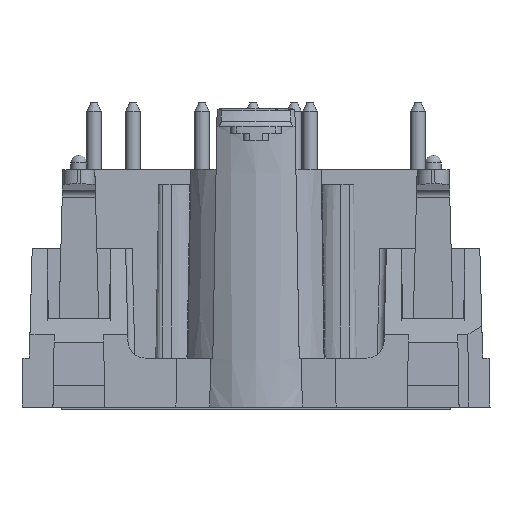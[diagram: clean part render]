
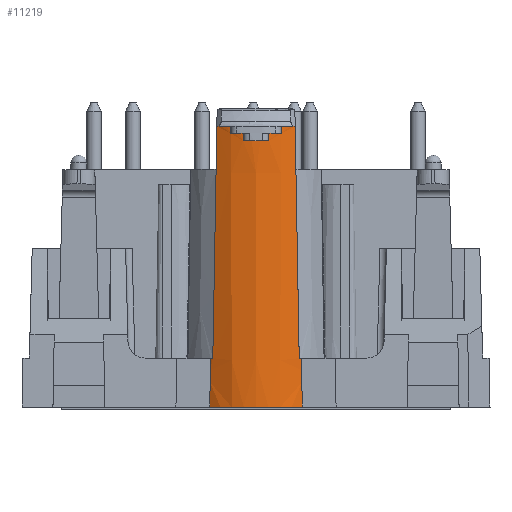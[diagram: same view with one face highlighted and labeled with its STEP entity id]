
A CAD part, left-side view. The second image highlights one B-rep face of the part: STEP entity #11219.
In plain terms, the highlighted conical face has half-angle 0.356 degrees and reference radius 5.5 mm.
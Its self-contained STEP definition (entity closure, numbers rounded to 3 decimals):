
#155=CIRCLE('',#11759,5.597);
#160=CIRCLE('',#11781,5.479);
#201=CIRCLE('',#11902,5.5);
#202=CIRCLE('',#11904,5.6);
#203=CIRCLE('',#11905,5.597);
#204=CIRCLE('',#11906,5.594);
#205=CIRCLE('',#11907,5.6);
#206=CIRCLE('',#11909,5.5);
#306=CONICAL_SURFACE('',#11900,5.5,0.006);
#604=LINE('',#15437,#1358);
#828=LINE('',#16171,#1582);
#829=LINE('',#16175,#1583);
#830=LINE('',#16178,#1584);
#1358=VECTOR('',#13017,1000.);
#1582=VECTOR('',#13523,1000.);
#1583=VECTOR('',#13526,1000.);
#1584=VECTOR('',#13529,1000.);
#2720=ORIENTED_EDGE('',*,*,#4629,.F.);
#2721=ORIENTED_EDGE('',*,*,#4874,.F.);
#2722=ORIENTED_EDGE('',*,*,#4875,.T.);
#2723=ORIENTED_EDGE('',*,*,#4876,.F.);
#2724=ORIENTED_EDGE('',*,*,#4877,.T.);
#2725=ORIENTED_EDGE('',*,*,#4878,.T.);
#2726=ORIENTED_EDGE('',*,*,#4879,.T.);
#2727=ORIENTED_EDGE('',*,*,#4880,.T.);
#2728=ORIENTED_EDGE('',*,*,#4881,.T.);
#2729=ORIENTED_EDGE('',*,*,#4563,.T.);
#2730=ORIENTED_EDGE('',*,*,#4558,.T.);
#2731=ORIENTED_EDGE('',*,*,#4882,.T.);
#2732=ORIENTED_EDGE('',*,*,#4883,.T.);
#2733=ORIENTED_EDGE('',*,*,#4884,.F.);
#2734=ORIENTED_EDGE('',*,*,#4885,.T.);
#2735=ORIENTED_EDGE('',*,*,#4886,.T.);
#4558=EDGE_CURVE('',#5690,#5689,#155,.T.);
#4563=EDGE_CURVE('',#5694,#5690,#604,.T.);
#4629=EDGE_CURVE('',#5753,#5754,#160,.T.);
#4874=EDGE_CURVE('',#5867,#5753,#6285,.T.);
#4875=EDGE_CURVE('',#5867,#5946,#201,.T.);
#4876=EDGE_CURVE('',#5947,#5946,#6286,.T.);
#4877=EDGE_CURVE('',#5947,#5948,#202,.T.);
#4878=EDGE_CURVE('',#5948,#5949,#828,.T.);
#4879=EDGE_CURVE('',#5949,#5950,#203,.T.);
#4880=EDGE_CURVE('',#5950,#5951,#829,.T.);
#4881=EDGE_CURVE('',#5951,#5694,#204,.T.);
#4882=EDGE_CURVE('',#5689,#5952,#830,.T.);
#4883=EDGE_CURVE('',#5952,#5953,#205,.T.);
#4884=EDGE_CURVE('',#5954,#5953,#6287,.T.);
#4885=EDGE_CURVE('',#5954,#5872,#206,.T.);
#4886=EDGE_CURVE('',#5872,#5754,#6288,.T.);
#5689=VERTEX_POINT('',#15426);
#5690=VERTEX_POINT('',#15428);
#5694=VERTEX_POINT('',#15438);
#5753=VERTEX_POINT('',#15571);
#5754=VERTEX_POINT('',#15573);
#5867=VERTEX_POINT('',#15869);
#5872=VERTEX_POINT('',#15881);
#5946=VERTEX_POINT('',#16166);
#5947=VERTEX_POINT('',#16168);
#5948=VERTEX_POINT('',#16170);
#5949=VERTEX_POINT('',#16172);
#5950=VERTEX_POINT('',#16174);
#5951=VERTEX_POINT('',#16176);
#5952=VERTEX_POINT('',#16179);
#5953=VERTEX_POINT('',#16181);
#5954=VERTEX_POINT('',#16183);
#6285=ELLIPSE('',#11901,255.779,4.172);
#6286=ELLIPSE('',#11903,430.867,7.027);
#6287=ELLIPSE('',#11908,430.867,7.027);
#6288=ELLIPSE('',#11910,255.779,4.172);
#6619=EDGE_LOOP('',(#2720,#2721,#2722,#2723,#2724,#2725,#2726,#2727,#2728,
#2729,#2730,#2731,#2732,#2733,#2734,#2735));
#7185=FACE_BOUND('',#6619,.T.);
#11219=ADVANCED_FACE('',(#7185),#306,.T.);
#11759=AXIS2_PLACEMENT_3D('',#15427,#13006,#13007);
#11781=AXIS2_PLACEMENT_3D('',#15572,#13109,#13110);
#11900=AXIS2_PLACEMENT_3D('',#16163,#13513,#13514);
#11901=AXIS2_PLACEMENT_3D('',#16164,#13515,#13516);
#11902=AXIS2_PLACEMENT_3D('',#16165,#13517,#13518);
#11903=AXIS2_PLACEMENT_3D('',#16167,#13519,#13520);
#11904=AXIS2_PLACEMENT_3D('',#16169,#13521,#13522);
#11905=AXIS2_PLACEMENT_3D('',#16173,#13524,#13525);
#11906=AXIS2_PLACEMENT_3D('',#16177,#13527,#13528);
#11907=AXIS2_PLACEMENT_3D('',#16180,#13530,#13531);
#11908=AXIS2_PLACEMENT_3D('',#16182,#13532,#13533);
#11909=AXIS2_PLACEMENT_3D('',#16184,#13534,#13535);
#11910=AXIS2_PLACEMENT_3D('',#16185,#13536,#13537);
#13006=DIRECTION('',(0.,0.,-1.));
#13007=DIRECTION('',(-1.,0.,0.));
#13017=DIRECTION('',(-0.006,0.,1.));
#13109=DIRECTION('',(0.,0.,-1.));
#13110=DIRECTION('',(1.,0.,0.));
#13513=DIRECTION('',(0.,0.,1.));
#13514=DIRECTION('',(-1.,0.,0.));
#13515=DIRECTION('',(1.,0.,0.017));
#13516=DIRECTION('',(-0.017,0.,1.));
#13517=DIRECTION('',(0.,0.,-1.));
#13518=DIRECTION('',(-1.,0.,0.));
#13519=DIRECTION('',(0.,-1.,0.017));
#13520=DIRECTION('',(0.,0.017,1.));
#13521=DIRECTION('',(0.,0.,-1.));
#13522=DIRECTION('',(-1.,0.,0.));
#13523=DIRECTION('',(0.007,0.,-1.));
#13524=DIRECTION('',(0.,0.,-1.));
#13525=DIRECTION('',(-1.,0.,0.));
#13526=DIRECTION('',(0.006,0.,-1.));
#13527=DIRECTION('',(0.,0.,-1.));
#13528=DIRECTION('',(-1.,0.,0.));
#13529=DIRECTION('',(-0.007,0.,1.));
#13530=DIRECTION('',(0.,0.,-1.));
#13531=DIRECTION('',(-1.,0.,0.));
#13532=DIRECTION('',(0.,1.,0.017));
#13533=DIRECTION('',(0.,-0.017,1.));
#13534=DIRECTION('',(0.,0.,-1.));
#13535=DIRECTION('',(-1.,0.,0.));
#13536=DIRECTION('',(-1.,0.,-0.017));
#13537=DIRECTION('',(-0.017,0.,1.));
#15426=CARTESIAN_POINT('',(-32.816,1.75,18.85));
#15427=CARTESIAN_POINT('',(-27.5,0.,18.85));
#15428=CARTESIAN_POINT('',(-33.024,0.9,18.85));
#15437=CARTESIAN_POINT('',(-33.022,0.9,18.6));
#15438=CARTESIAN_POINT('',(-33.021,0.9,18.35));
#15571=CARTESIAN_POINT('',(-31.941,-3.209,-0.15));
#15572=CARTESIAN_POINT('',(-27.5,0.,-0.15));
#15573=CARTESIAN_POINT('',(-31.941,3.209,-0.15));
#15869=CARTESIAN_POINT('',(-32.,-3.162,3.25));
#15881=CARTESIAN_POINT('',(-32.,3.162,3.25));
#16163=CARTESIAN_POINT('',(-27.5,0.,3.25));
#16164=CARTESIAN_POINT('',(-29.088,0.,-163.553));
#16165=CARTESIAN_POINT('',(-27.5,0.,3.25));
#16166=CARTESIAN_POINT('',(-32.11,-3.,3.25));
#16167=CARTESIAN_POINT('',(-27.5,2.676,328.415));
#16168=CARTESIAN_POINT('',(-32.396,-2.719,19.35));
#16169=CARTESIAN_POINT('',(-27.5,0.,19.35));
#16170=CARTESIAN_POINT('',(-32.82,-1.75,19.35));
#16171=CARTESIAN_POINT('',(-32.818,-1.75,19.1));
#16172=CARTESIAN_POINT('',(-32.816,-1.75,18.85));
#16173=CARTESIAN_POINT('',(-27.5,0.,18.85));
#16174=CARTESIAN_POINT('',(-33.024,-0.9,18.85));
#16175=CARTESIAN_POINT('',(-33.022,-0.9,18.6));
#16176=CARTESIAN_POINT('',(-33.021,-0.9,18.35));
#16177=CARTESIAN_POINT('',(-27.5,0.,18.35));
#16178=CARTESIAN_POINT('',(-32.818,1.75,19.1));
#16179=CARTESIAN_POINT('',(-32.82,1.75,19.35));
#16180=CARTESIAN_POINT('',(-27.5,0.,19.35));
#16181=CARTESIAN_POINT('',(-32.396,2.719,19.35));
#16182=CARTESIAN_POINT('',(-27.5,-2.676,328.415));
#16183=CARTESIAN_POINT('',(-32.11,3.,3.25));
#16184=CARTESIAN_POINT('',(-27.5,0.,3.25));
#16185=CARTESIAN_POINT('',(-29.088,0.,-163.553));
